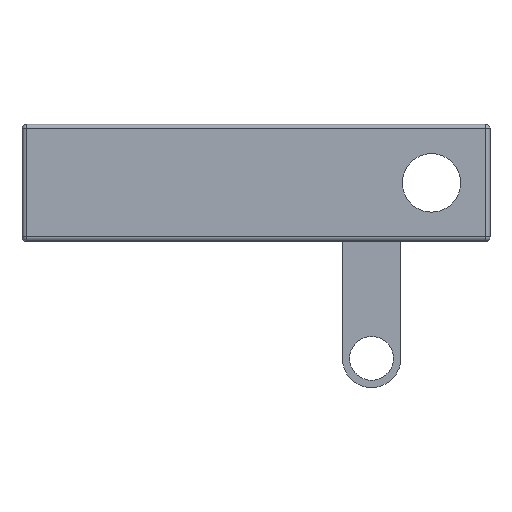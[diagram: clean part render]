
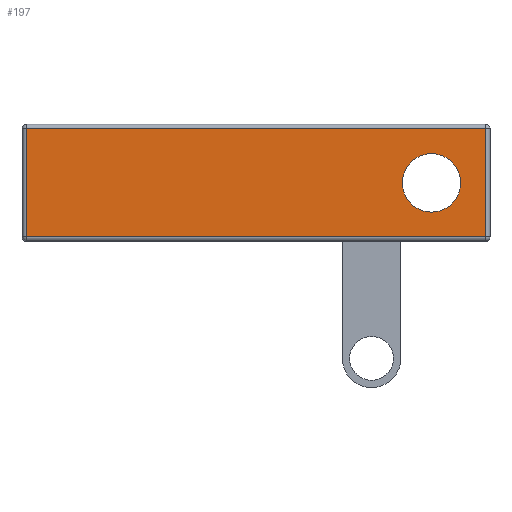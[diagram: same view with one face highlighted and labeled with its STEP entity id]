
A CAD part, front view. The second image highlights one B-rep face of the part: STEP entity #197.
In plain terms, the highlighted planar face has unit normal (0, -1, 0).
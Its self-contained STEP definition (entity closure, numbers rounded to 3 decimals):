
#197=ADVANCED_FACE('',(#338,#339),#251,.F.);
#251=PLANE('',#1053);
#299=CIRCLE('',#1052,2.);
#338=FACE_BOUND('',#370,.T.);
#339=FACE_BOUND('',#371,.T.);
#370=EDGE_LOOP('',(#479,#480,#481,#482));
#371=EDGE_LOOP('',(#483));
#479=ORIENTED_EDGE('',*,*,#821,.T.);
#480=ORIENTED_EDGE('',*,*,#822,.T.);
#481=ORIENTED_EDGE('',*,*,#823,.T.);
#482=ORIENTED_EDGE('',*,*,#824,.T.);
#483=ORIENTED_EDGE('',*,*,#825,.F.);
#739=VERTEX_POINT('',#3941);
#740=VERTEX_POINT('',#3942);
#741=VERTEX_POINT('',#3944);
#742=VERTEX_POINT('',#3946);
#743=VERTEX_POINT('',#3949);
#821=EDGE_CURVE('',#739,#740,#931,.T.);
#822=EDGE_CURVE('',#740,#741,#932,.T.);
#823=EDGE_CURVE('',#741,#742,#933,.T.);
#824=EDGE_CURVE('',#742,#739,#934,.T.);
#825=EDGE_CURVE('',#743,#743,#299,.T.);
#931=LINE('',#3940,#993);
#932=LINE('',#3943,#994);
#933=LINE('',#3945,#995);
#934=LINE('',#3947,#996);
#993=VECTOR('',#1201,1.);
#994=VECTOR('',#1202,1.);
#995=VECTOR('',#1203,1.);
#996=VECTOR('',#1204,1.);
#1052=AXIS2_PLACEMENT_3D('',#3948,#1205,#1206);
#1053=AXIS2_PLACEMENT_3D('',#3950,#1207,#1208);
#1201=DIRECTION('',(1.,0.,0.));
#1202=DIRECTION('',(0.,0.,1.));
#1203=DIRECTION('',(-1.,0.,0.));
#1204=DIRECTION('',(0.,0.,-1.));
#1205=DIRECTION('',(0.,-1.,0.));
#1206=DIRECTION('',(1.,0.,0.));
#1207=DIRECTION('',(0.,1.,0.));
#1208=DIRECTION('',(-1.,0.,0.));
#3940=CARTESIAN_POINT('',(-16.,-5.,0.3));
#3941=CARTESIAN_POINT('',(-15.7,-5.,0.3));
#3942=CARTESIAN_POINT('',(15.7,-5.,0.3));
#3943=CARTESIAN_POINT('',(15.7,-5.,8.));
#3944=CARTESIAN_POINT('',(15.7,-5.,7.7));
#3945=CARTESIAN_POINT('',(-16.,-5.,7.7));
#3946=CARTESIAN_POINT('',(-15.7,-5.,7.7));
#3947=CARTESIAN_POINT('',(-15.7,-5.,8.));
#3948=CARTESIAN_POINT('',(12.,-5.,4.));
#3949=CARTESIAN_POINT('',(14.,-5.,4.));
#3950=CARTESIAN_POINT('',(-16.,-5.,8.));
